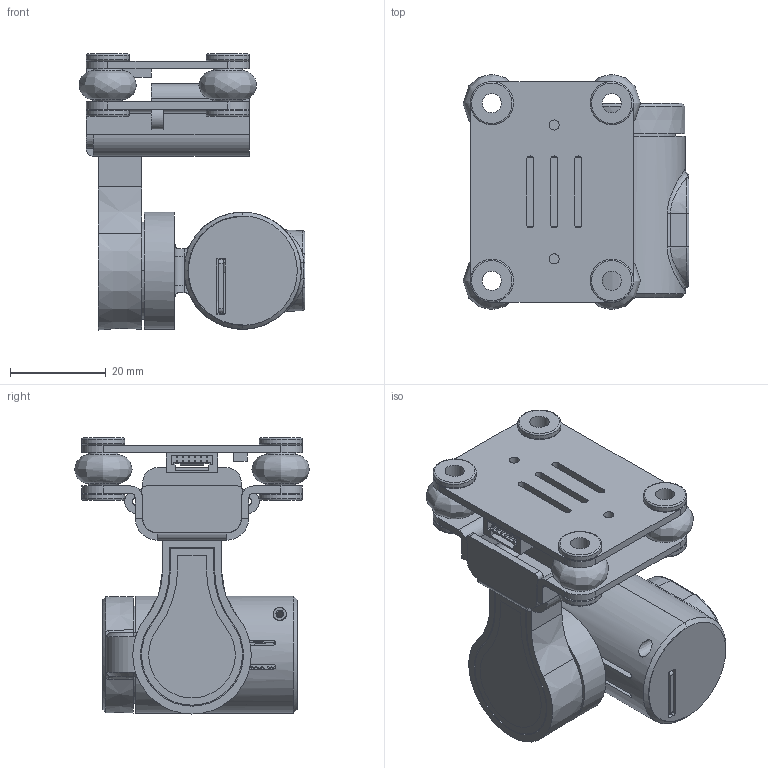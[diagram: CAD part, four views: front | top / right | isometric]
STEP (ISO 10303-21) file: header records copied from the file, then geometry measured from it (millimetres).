
FILE_DESCRIPTION(/* description */ (''),/* implementation_level */ '2;1');
FILE_NAME(/* name */ '双轴-带激光.stp',/* time_stamp */ '2021-11-24T10:17:56+08:00',/* author */ (''),/* organization */ (''),/* preprocessor_version */ 'ST-DEVELOPER v16.7',/* originating_system */ 'SIEMENS PLM Software NX 1899',/* authorisation */ '');
FILE_SCHEMA (('AUTOMOTIVE_DESIGN { 1 0 10303 214 3 1 1 1 }'));
Products named in the file (1): 双轴-带激光
Bounding box: 47.1 x 49 x 57.53 mm (x, y, z)
Volume: 28019.7 mm3; surface area: 47000.5 mm2
Topology: 54 solids, 80 shells, 3175 faces, 8470 edges, 5625 vertices
Faces by surface type: plane 1780, cylinder 1146, cone 115, torus 69, bspline 61, sphere 2, extrusion 2
Full cylindrical faces by diameter (mm): 1.1 x2, 1.6 x14, 1.76 x2, 2 x2, 2.1 x4, 2.2 x9, 3 x2, 3.5 x2, 3.9 x1, 4 x11, 4.2 x1, 4.4 x1, 6 x16, 9 x8, 10.4 x2, 18 x2, 21 x1, 21.4 x1, 24.4 x1
Entity records: 113286 total; most frequent: CARTESIAN_POINT 25349, DIRECTION 16673, ORIENTED_EDGE 16558, EDGE_CURVE 8279, AXIS2_PLACEMENT_3D 5769, VERTEX_POINT 5566, VECTOR 5135, LINE 5133
